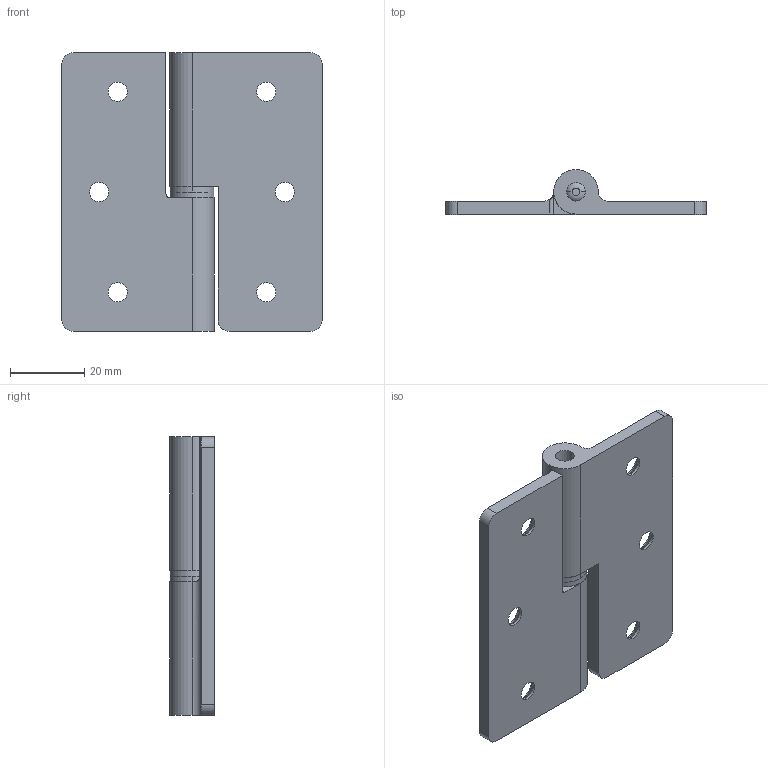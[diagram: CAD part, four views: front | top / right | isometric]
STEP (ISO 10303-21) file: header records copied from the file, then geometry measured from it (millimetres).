
FILE_DESCRIPTION (( 'STEP AP203' ), '1' );
FILE_NAME ('B-267-2-L.STEP', '2011-10-11T05:13:55', ( '' ), ( '' ), 'SwSTEP 2.0', 'SolidWorks 2011', '' );
FILE_SCHEMA (( 'CONFIG_CONTROL_DESIGN' ));
Length unit declared in the file: millimetre
Products named in the file (6): B-267-2-L僽僢僔儏B_; B-267-2-L; B-267-2-L僸儞僕B_; B-267-2-Lピン_; B-267-2-L僽僢僔儏A_; B-267-2-L僸儞僕A_
Assembly tree (5 placements, depth 2):
  B-267-2-L
    B-267-2-L僽僢僔儏A_
    B-267-2-L僽僢僔儏B_
    B-267-2-L僸儞僕A_
    B-267-2-Lピン_
    B-267-2-L僸儞僕B_
Bounding box: 70 x 12 x 75 mm (x, y, z)
Volume: 22700.5 mm3; surface area: 17397.6 mm2
Topology: 5 solids, 5 shells, 100 faces, 226 edges, 141 vertices
Faces by surface type: cylinder 59, plane 25, cone 12, torus 4
Entity records: 3513 total; most frequent: DIRECTION 565, CARTESIAN_POINT 497, ORIENTED_EDGE 452, AXIS2_PLACEMENT_3D 233, EDGE_CURVE 226, VERTEX_POINT 141, CIRCLE 125, EDGE_LOOP 125
